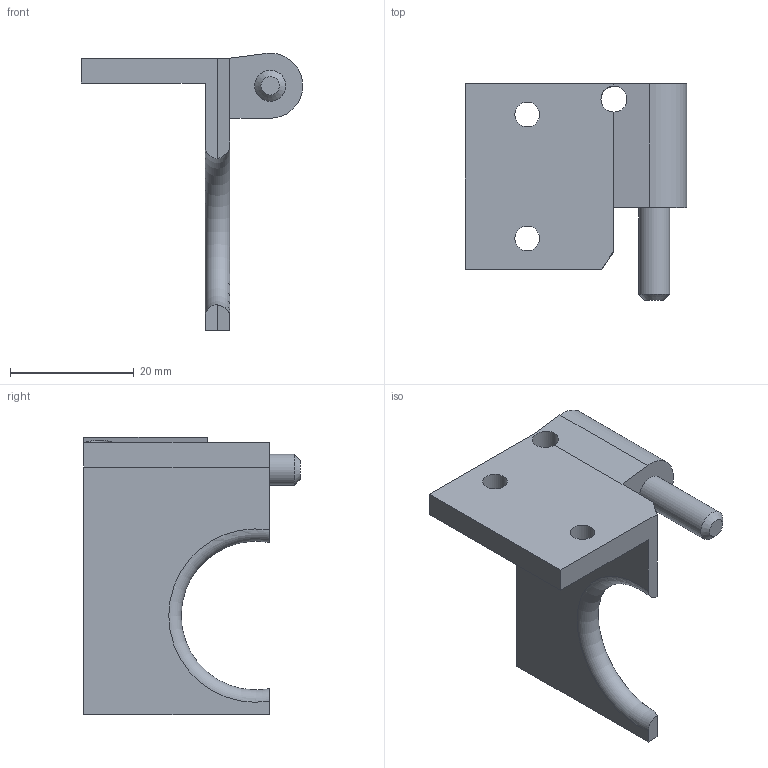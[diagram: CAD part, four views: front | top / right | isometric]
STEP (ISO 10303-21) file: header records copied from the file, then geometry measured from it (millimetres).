
FILE_DESCRIPTION(/* description */ (''),/* implementation_level */ '2;1');
FILE_NAME(/* name */ 'Tool Dock.stp',/* time_stamp */ '2022-03-14T12:52:51-04:00',/* author */ ('alexr'),/* organization */ (''),/* preprocessor_version */ 'ST-DEVELOPER v18.1',/* originating_system */ 'Autodesk Inventor 2022',/* authorisation */ '');
FILE_SCHEMA (('AUTOMOTIVE_DESIGN { 1 0 10303 214 3 1 1 }'));
Length unit declared in the file: millimetre
Products named in the file (3): Tool Dock; tool dock_1; holder_rod
Assembly tree (2 placements, depth 2):
  Tool Dock
    tool dock_1
    holder_rod
Bounding box: 35.75 x 35 x 44.8 mm (x, y, z)
Volume: 8424.8 mm3; surface area: 5699 mm2
Topology: 2 solids, 2 shells, 25 faces, 68 edges, 45 vertices
Faces by surface type: plane 17, cylinder 6, torus 1, cone 1
Full cylindrical faces by diameter (mm): 4 x2, 4.2 x1, 5 x2
Entity records: 952 total; most frequent: CARTESIAN_POINT 179, DIRECTION 144, ORIENTED_EDGE 136, EDGE_CURVE 68, AXIS2_PLACEMENT_3D 50, VERTEX_POINT 45, LINE 44, VECTOR 44
